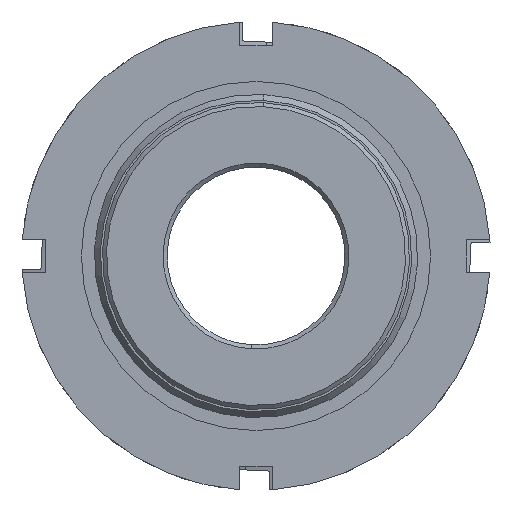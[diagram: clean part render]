
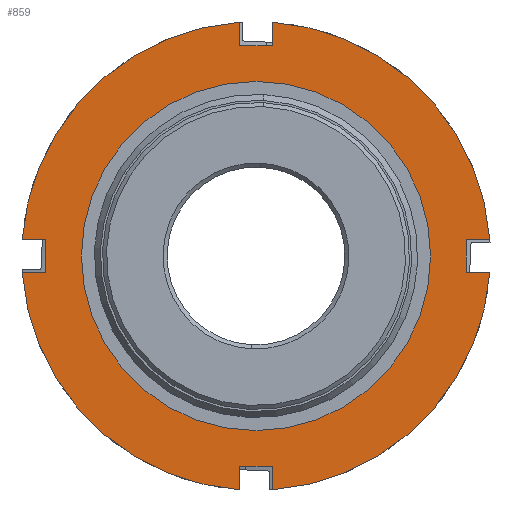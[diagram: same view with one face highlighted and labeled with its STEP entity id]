
A CAD part, front view. The second image highlights one B-rep face of the part: STEP entity #859.
In plain terms, the highlighted planar face has unit normal (0, -1, 0).
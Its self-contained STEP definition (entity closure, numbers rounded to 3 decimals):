
#14 = LINE ( 'NONE', #2667, #2275 ) ;
#18 = CARTESIAN_POINT ( 'NONE',  ( 28.931, -47., -2. ) ) ;
#30 = CARTESIAN_POINT ( 'NONE',  ( 21.6, -47., 2. ) ) ;
#36 = CARTESIAN_POINT ( 'NONE',  ( -26., -47., 2. ) ) ;
#66 = DIRECTION ( 'NONE',  ( 1., 0., 0. ) ) ;
#73 = VECTOR ( 'NONE', #2007, 1000. ) ;
#95 = DIRECTION ( 'NONE',  ( 0., 1., 0. ) ) ;
#102 = VECTOR ( 'NONE', #2294, 1000. ) ;
#115 = CARTESIAN_POINT ( 'NONE',  ( 2., -47., 28.931 ) ) ;
#123 = VECTOR ( 'NONE', #66, 1000. ) ;
#161 = DIRECTION ( 'NONE',  ( 0., 1., 0. ) ) ;
#196 = VERTEX_POINT ( 'NONE', #36 ) ;
#200 = EDGE_CURVE ( 'NONE', #2389, #2231, #2590, .T. ) ;
#218 = VECTOR ( 'NONE', #1564, 1000. ) ;
#272 = EDGE_CURVE ( 'NONE', #2696, #324, #1979, .T. ) ;
#277 = LINE ( 'NONE', #1218, #972 ) ;
#294 = VERTEX_POINT ( 'NONE', #115 ) ;
#324 = VERTEX_POINT ( 'NONE', #2353 ) ;
#325 = CARTESIAN_POINT ( 'NONE',  ( 0., -47., -26. ) ) ;
#331 = DIRECTION ( 'NONE',  ( 0., 0., 1. ) ) ;
#357 = DIRECTION ( 'NONE',  ( 1., 0., 0. ) ) ;
#374 = ORIENTED_EDGE ( 'NONE', *, *, #1771, .F. ) ;
#383 = ORIENTED_EDGE ( 'NONE', *, *, #272, .T. ) ;
#389 = DIRECTION ( 'NONE',  ( 1., 0., 0. ) ) ;
#401 = FACE_BOUND ( 'NONE', #2041, .T. ) ;
#410 = EDGE_CURVE ( 'NONE', #650, #2550, #2972, .T. ) ;
#421 = CIRCLE ( 'NONE', #745, 21.6 ) ;
#440 = ORIENTED_EDGE ( 'NONE', *, *, #2857, .F. ) ;
#476 = DIRECTION ( 'NONE',  ( 0., 0., 1. ) ) ;
#485 = CARTESIAN_POINT ( 'NONE',  ( 0., -47., 0. ) ) ;
#490 = CIRCLE ( 'NONE', #1374, 29. ) ;
#507 = DIRECTION ( 'NONE',  ( 0., 1., 0. ) ) ;
#605 = LINE ( 'NONE', #2637, #2358 ) ;
#645 = VERTEX_POINT ( 'NONE', #2951 ) ;
#650 = VERTEX_POINT ( 'NONE', #2075 ) ;
#673 = DIRECTION ( 'NONE',  ( 0., 0., -1. ) ) ;
#715 = ORIENTED_EDGE ( 'NONE', *, *, #2430, .T. ) ;
#719 = LINE ( 'NONE', #2725, #2074 ) ;
#745 = AXIS2_PLACEMENT_3D ( 'NONE', #1697, #2635, #2835 ) ;
#751 = CARTESIAN_POINT ( 'NONE',  ( 2., -47., 26. ) ) ;
#753 = CIRCLE ( 'NONE', #1242, 21.6 ) ;
#758 = EDGE_LOOP ( 'NONE', ( #820, #2589, #1764, #383, #2827, #1344, #1191, #1951, #2021, #374, #715, #1547, #440, #1928, #1736, #2630 ) ) ;
#785 = EDGE_CURVE ( 'NONE', #645, #1954, #911, .T. ) ;
#789 = CARTESIAN_POINT ( 'NONE',  ( -2., -47., 28.931 ) ) ;
#820 = ORIENTED_EDGE ( 'NONE', *, *, #410, .F. ) ;
#859 = ADVANCED_FACE ( 'NONE', ( #401, #2483 ), #1851, .F. ) ;
#868 = LINE ( 'NONE', #1621, #102 ) ;
#874 = CIRCLE ( 'NONE', #2005, 29. ) ;
#911 = LINE ( 'NONE', #30, #2191 ) ;
#930 = CARTESIAN_POINT ( 'NONE',  ( 26., -47., -2. ) ) ;
#972 = VECTOR ( 'NONE', #1881, 1000. ) ;
#1005 = CARTESIAN_POINT ( 'NONE',  ( -2., -47., -28.931 ) ) ;
#1124 = CARTESIAN_POINT ( 'NONE',  ( 26., -47., 0. ) ) ;
#1141 = CARTESIAN_POINT ( 'NONE',  ( 21.6, -47., -2. ) ) ;
#1147 = EDGE_CURVE ( 'NONE', #2875, #2123, #2625, .T. ) ;
#1148 = VECTOR ( 'NONE', #389, 1000. ) ;
#1171 = DIRECTION ( 'NONE',  ( 0., 0., 1. ) ) ;
#1179 = CARTESIAN_POINT ( 'NONE',  ( 0., -47., -21.6 ) ) ;
#1181 = EDGE_CURVE ( 'NONE', #2123, #1954, #1269, .T. ) ;
#1191 = ORIENTED_EDGE ( 'NONE', *, *, #1147, .T. ) ;
#1203 = EDGE_CURVE ( 'NONE', #196, #2550, #719, .T. ) ;
#1218 = CARTESIAN_POINT ( 'NONE',  ( 0., -47., 26. ) ) ;
#1238 = VECTOR ( 'NONE', #357, 1000. ) ;
#1242 = AXIS2_PLACEMENT_3D ( 'NONE', #2126, #1905, #2809 ) ;
#1252 = AXIS2_PLACEMENT_3D ( 'NONE', #485, #2090, #476 ) ;
#1269 = LINE ( 'NONE', #1124, #218 ) ;
#1308 = CARTESIAN_POINT ( 'NONE',  ( 0., -47., 0. ) ) ;
#1309 = DIRECTION ( 'NONE',  ( 0., 0., 1. ) ) ;
#1321 = DIRECTION ( 'NONE',  ( 0., 0., 1. ) ) ;
#1344 = ORIENTED_EDGE ( 'NONE', *, *, #2388, .F. ) ;
#1374 = AXIS2_PLACEMENT_3D ( 'NONE', #1683, #95, #331 ) ;
#1465 = LINE ( 'NONE', #2685, #1632 ) ;
#1492 = EDGE_CURVE ( 'NONE', #2377, #1756, #421, .T. ) ;
#1514 = CARTESIAN_POINT ( 'NONE',  ( -2., -47., 26. ) ) ;
#1528 = VERTEX_POINT ( 'NONE', #1514 ) ;
#1547 = ORIENTED_EDGE ( 'NONE', *, *, #2360, .T. ) ;
#1564 = DIRECTION ( 'NONE',  ( 0., 0., 1. ) ) ;
#1621 = CARTESIAN_POINT ( 'NONE',  ( -2., -47., 0. ) ) ;
#1632 = VECTOR ( 'NONE', #1309, 1000. ) ;
#1661 = CARTESIAN_POINT ( 'NONE',  ( 0., -47., 21.6 ) ) ;
#1683 = CARTESIAN_POINT ( 'NONE',  ( 0., -47., 0. ) ) ;
#1697 = CARTESIAN_POINT ( 'NONE',  ( 0., -47., 0. ) ) ;
#1736 = ORIENTED_EDGE ( 'NONE', *, *, #2724, .T. ) ;
#1756 = VERTEX_POINT ( 'NONE', #1179 ) ;
#1764 = ORIENTED_EDGE ( 'NONE', *, *, #2665, .T. ) ;
#1771 = EDGE_CURVE ( 'NONE', #294, #645, #874, .T. ) ;
#1831 = CARTESIAN_POINT ( 'NONE',  ( 0., -47., 0. ) ) ;
#1845 = CARTESIAN_POINT ( 'NONE',  ( 2., -47., -28.931 ) ) ;
#1851 = PLANE ( 'NONE',  #2605 ) ;
#1874 = DIRECTION ( 'NONE',  ( -1., 0., 0. ) ) ;
#1881 = DIRECTION ( 'NONE',  ( -1., 0., 0. ) ) ;
#1903 = ORIENTED_EDGE ( 'NONE', *, *, #2209, .T. ) ;
#1905 = DIRECTION ( 'NONE',  ( 0., 1., 0. ) ) ;
#1928 = ORIENTED_EDGE ( 'NONE', *, *, #200, .F. ) ;
#1949 = DIRECTION ( 'NONE',  ( 0., 0., -1. ) ) ;
#1951 = ORIENTED_EDGE ( 'NONE', *, *, #1181, .T. ) ;
#1954 = VERTEX_POINT ( 'NONE', #2632 ) ;
#1974 = CARTESIAN_POINT ( 'NONE',  ( -2., -47., -26. ) ) ;
#1979 = LINE ( 'NONE', #325, #123 ) ;
#2005 = AXIS2_PLACEMENT_3D ( 'NONE', #1831, #2767, #1171 ) ;
#2007 = DIRECTION ( 'NONE',  ( -1., 0., 0. ) ) ;
#2015 = EDGE_CURVE ( 'NONE', #2316, #650, #2143, .T. ) ;
#2021 = ORIENTED_EDGE ( 'NONE', *, *, #785, .F. ) ;
#2041 = EDGE_LOOP ( 'NONE', ( #2476, #1903 ) ) ;
#2074 = VECTOR ( 'NONE', #673, 1000. ) ;
#2075 = CARTESIAN_POINT ( 'NONE',  ( -28.931, -47., -2. ) ) ;
#2090 = DIRECTION ( 'NONE',  ( 0., 1., 0. ) ) ;
#2123 = VERTEX_POINT ( 'NONE', #930 ) ;
#2126 = CARTESIAN_POINT ( 'NONE',  ( 0., -47., 0. ) ) ;
#2143 = CIRCLE ( 'NONE', #2266, 29. ) ;
#2191 = VECTOR ( 'NONE', #1874, 1000. ) ;
#2203 = CARTESIAN_POINT ( 'NONE',  ( 21.6, -47., 2. ) ) ;
#2209 = EDGE_CURVE ( 'NONE', #1756, #2377, #753, .T. ) ;
#2231 = VERTEX_POINT ( 'NONE', #789 ) ;
#2266 = AXIS2_PLACEMENT_3D ( 'NONE', #1308, #161, #1321 ) ;
#2275 = VECTOR ( 'NONE', #2433, 1000. ) ;
#2294 = DIRECTION ( 'NONE',  ( 0., 0., -1. ) ) ;
#2312 = CARTESIAN_POINT ( 'NONE',  ( 21.6, -47., 0. ) ) ;
#2316 = VERTEX_POINT ( 'NONE', #1005 ) ;
#2332 = VERTEX_POINT ( 'NONE', #751 ) ;
#2353 = CARTESIAN_POINT ( 'NONE',  ( 2., -47., -26. ) ) ;
#2358 = VECTOR ( 'NONE', #1949, 1000. ) ;
#2360 = EDGE_CURVE ( 'NONE', #2332, #1528, #277, .T. ) ;
#2377 = VERTEX_POINT ( 'NONE', #1661 ) ;
#2387 = CARTESIAN_POINT ( 'NONE',  ( -26., -47., -2. ) ) ;
#2388 = EDGE_CURVE ( 'NONE', #2875, #2896, #490, .T. ) ;
#2389 = VERTEX_POINT ( 'NONE', #2569 ) ;
#2430 = EDGE_CURVE ( 'NONE', #294, #2332, #605, .T. ) ;
#2433 = DIRECTION ( 'NONE',  ( 0., 0., 1. ) ) ;
#2476 = ORIENTED_EDGE ( 'NONE', *, *, #1492, .T. ) ;
#2483 = FACE_OUTER_BOUND ( 'NONE', #758, .T. ) ;
#2550 = VERTEX_POINT ( 'NONE', #2387 ) ;
#2551 = DIRECTION ( 'NONE',  ( 0., 0., 1. ) ) ;
#2569 = CARTESIAN_POINT ( 'NONE',  ( -28.931, -47., 2. ) ) ;
#2589 = ORIENTED_EDGE ( 'NONE', *, *, #2015, .F. ) ;
#2590 = CIRCLE ( 'NONE', #1252, 29. ) ;
#2605 = AXIS2_PLACEMENT_3D ( 'NONE', #2312, #507, #2551 ) ;
#2625 = LINE ( 'NONE', #1141, #73 ) ;
#2630 = ORIENTED_EDGE ( 'NONE', *, *, #1203, .T. ) ;
#2632 = CARTESIAN_POINT ( 'NONE',  ( 26., -47., 2. ) ) ;
#2635 = DIRECTION ( 'NONE',  ( 0., 1., 0. ) ) ;
#2637 = CARTESIAN_POINT ( 'NONE',  ( 2., -47., 0. ) ) ;
#2644 = EDGE_CURVE ( 'NONE', #2896, #324, #14, .T. ) ;
#2665 = EDGE_CURVE ( 'NONE', #2316, #2696, #1465, .T. ) ;
#2667 = CARTESIAN_POINT ( 'NONE',  ( 2., -47., 0. ) ) ;
#2685 = CARTESIAN_POINT ( 'NONE',  ( -2., -47., 0. ) ) ;
#2696 = VERTEX_POINT ( 'NONE', #1974 ) ;
#2724 = EDGE_CURVE ( 'NONE', #2389, #196, #2775, .T. ) ;
#2725 = CARTESIAN_POINT ( 'NONE',  ( -26., -47., 0. ) ) ;
#2767 = DIRECTION ( 'NONE',  ( 0., 1., 0. ) ) ;
#2775 = LINE ( 'NONE', #2203, #1148 ) ;
#2809 = DIRECTION ( 'NONE',  ( 0., 0., 1. ) ) ;
#2827 = ORIENTED_EDGE ( 'NONE', *, *, #2644, .F. ) ;
#2835 = DIRECTION ( 'NONE',  ( 0., 0., 1. ) ) ;
#2857 = EDGE_CURVE ( 'NONE', #2231, #1528, #868, .T. ) ;
#2875 = VERTEX_POINT ( 'NONE', #18 ) ;
#2882 = CARTESIAN_POINT ( 'NONE',  ( 21.6, -47., -2. ) ) ;
#2896 = VERTEX_POINT ( 'NONE', #1845 ) ;
#2951 = CARTESIAN_POINT ( 'NONE',  ( 28.931, -47., 2. ) ) ;
#2972 = LINE ( 'NONE', #2882, #1238 ) ;
